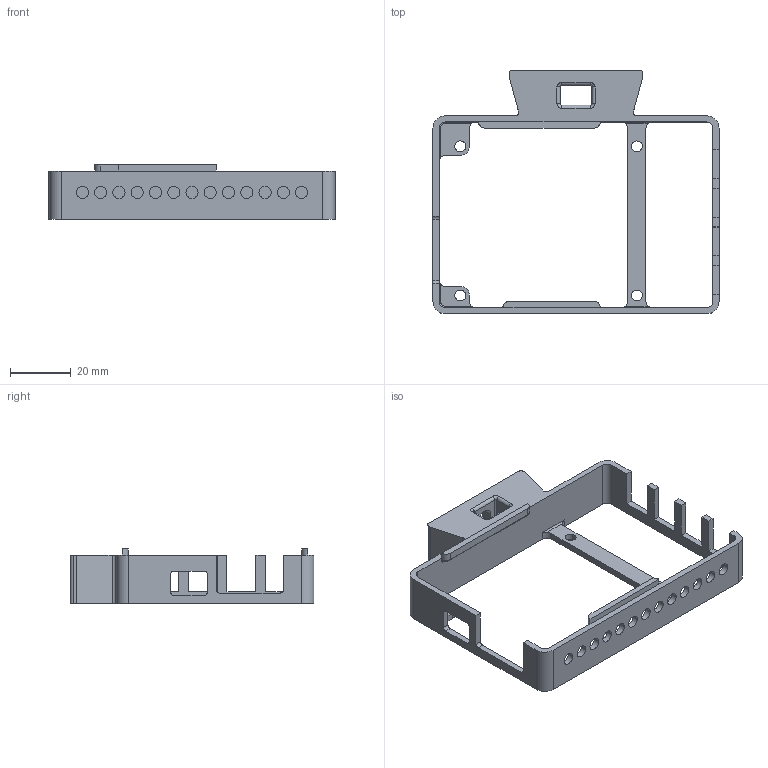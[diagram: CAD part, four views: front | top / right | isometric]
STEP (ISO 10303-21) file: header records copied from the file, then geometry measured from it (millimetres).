
FILE_DESCRIPTION(('CATIA V5 STEP','CAx-IF Rec.Pracs.--- Model Styling and Organization---1.4--- 2014-01-23'),'2;1');
FILE_NAME('Carter Power.stp','2021-02-10T10:38:01+00:00',('Olivier GUEROULT'),('SAFRAN'),'CATIA Version 5-6 Release 2018 SP3 HF19','CATIA V5 STEP AP214','none');
FILE_SCHEMA(('AUTOMOTIVE_DESIGN { 1 0 10303 214 1 1 1 1 }'));
Length unit declared in the file: millimetre
Products named in the file (1): Carter POWER
Bounding box: 94 x 80 x 17.8 mm (x, y, z)
Volume: 17387.5 mm3; surface area: 13627.2 mm2
Topology: 1 solids, 1 shells, 187 faces, 518 edges, 332 vertices
Faces by surface type: cylinder 94, plane 71, torus 16, bspline 4, cone 2
Entity records: 6127 total; most frequent: CARTESIAN_POINT 1478, ORIENTED_EDGE 1036, DIRECTION 783, EDGE_CURVE 518, AXIS2_PLACEMENT_3D 341, VERTEX_POINT 332, VECTOR 300, LINE 300
